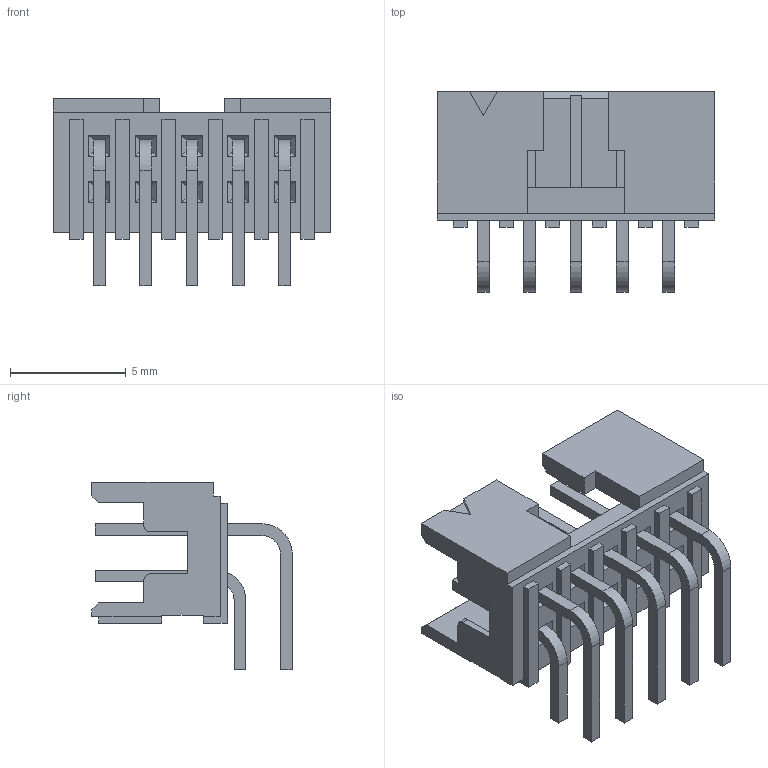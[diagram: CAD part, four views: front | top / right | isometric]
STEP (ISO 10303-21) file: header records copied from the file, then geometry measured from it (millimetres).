
FILE_DESCRIPTION((''),'2;1');
FILE_NAME('10072354-F01-10ULF','2011-08-05T',('msriniva'),('FCI - ELX Division'),'PRO/ENGINEER BY PARAMETRIC TECHNOLOGY CORPORATION, 2009400','PRO/ENGINEER BY PARAMETRIC TECHNOLOGY CORPORATION, 2009400','');
FILE_SCHEMA(('CONFIG_CONTROL_DESIGN'));
Length unit declared in the file: millimetre
Products named in the file (1): 10072354-F01-10ULF
Bounding box: 12 x 8.66 x 8.1 mm (x, y, z)
Volume: 188.1 mm3; surface area: 659.7 mm2
Topology: 1 solids, 1 shells, 330 faces, 850 edges, 552 vertices
Faces by surface type: plane 306, cylinder 24
Entity records: 9848 total; most frequent: CARTESIAN_POINT 1732, ORIENTED_EDGE 1700, DIRECTION 1558, EDGE_CURVE 850, VECTOR 802, LINE 802, VERTEX_POINT 552, AXIS2_PLACEMENT_3D 378
